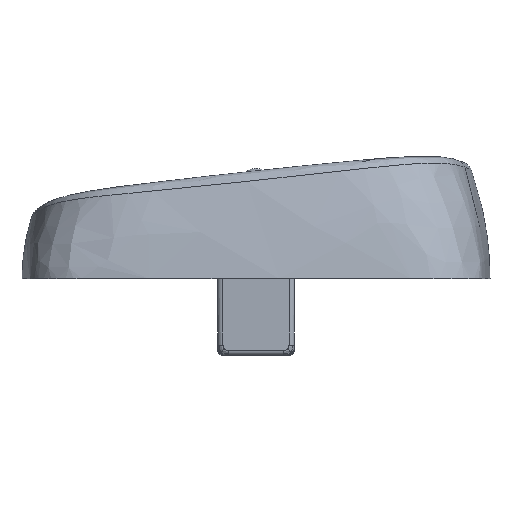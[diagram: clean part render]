
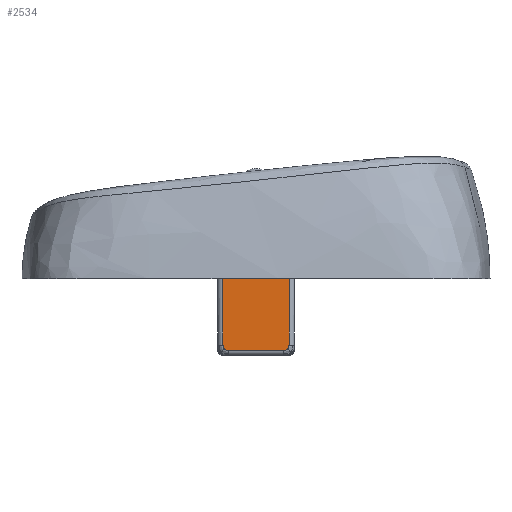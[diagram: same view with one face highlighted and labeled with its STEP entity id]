
A CAD part, left-side view. The second image highlights one B-rep face of the part: STEP entity #2534.
In plain terms, the highlighted planar face has unit normal (-1, 0, -0.009).
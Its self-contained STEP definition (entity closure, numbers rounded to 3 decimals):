
#26=PLANE('',#2785);
#71=LINE('',#7800,#119);
#73=LINE('',#7803,#121);
#75=LINE('',#7806,#123);
#80=LINE('',#7813,#128);
#119=VECTOR('',#3268,10.);
#121=VECTOR('',#3272,10.);
#123=VECTOR('',#3276,10.);
#128=VECTOR('',#3285,10.);
#278=FACE_OUTER_BOUND('',#419,.T.);
#419=EDGE_LOOP('',(#2074,#2075,#2076,#2077,#2078,#2079,#2080,#2081,#2082,
#2083,#2084,#2085));
#473=CIRCLE('',#2598,0.231);
#476=CIRCLE('',#2601,0.231);
#483=CIRCLE('',#2608,0.201);
#486=CIRCLE('',#2611,0.201);
#507=CIRCLE('',#2632,0.231);
#509=CIRCLE('',#2634,0.201);
#512=CIRCLE('',#2637,0.201);
#618=CIRCLE('',#2760,0.231);
#843=VERTEX_POINT('',#4155);
#844=VERTEX_POINT('',#4162);
#846=VERTEX_POINT('',#4208);
#855=VERTEX_POINT('',#4393);
#856=VERTEX_POINT('',#4400);
#858=VERTEX_POINT('',#4446);
#883=VERTEX_POINT('',#4961);
#884=VERTEX_POINT('',#4968);
#887=VERTEX_POINT('',#5015);
#888=VERTEX_POINT('',#5022);
#890=VERTEX_POINT('',#5068);
#1002=VERTEX_POINT('',#7541);
#1132=EDGE_CURVE('',#843,#844,#473,.T.);
#1136=EDGE_CURVE('',#846,#843,#476,.T.);
#1148=EDGE_CURVE('',#855,#856,#483,.T.);
#1152=EDGE_CURVE('',#858,#855,#486,.T.);
#1186=EDGE_CURVE('',#883,#884,#507,.T.);
#1190=EDGE_CURVE('',#887,#888,#509,.T.);
#1194=EDGE_CURVE('',#890,#887,#512,.T.);
#1375=EDGE_CURVE('',#1002,#883,#618,.T.);
#1402=EDGE_CURVE('',#856,#846,#71,.T.);
#1404=EDGE_CURVE('',#844,#1002,#73,.T.);
#1406=EDGE_CURVE('',#888,#858,#75,.T.);
#1411=EDGE_CURVE('',#884,#890,#80,.T.);
#2074=ORIENTED_EDGE('',*,*,#1136,.F.);
#2075=ORIENTED_EDGE('',*,*,#1402,.F.);
#2076=ORIENTED_EDGE('',*,*,#1148,.F.);
#2077=ORIENTED_EDGE('',*,*,#1152,.F.);
#2078=ORIENTED_EDGE('',*,*,#1406,.F.);
#2079=ORIENTED_EDGE('',*,*,#1190,.F.);
#2080=ORIENTED_EDGE('',*,*,#1194,.F.);
#2081=ORIENTED_EDGE('',*,*,#1411,.F.);
#2082=ORIENTED_EDGE('',*,*,#1186,.F.);
#2083=ORIENTED_EDGE('',*,*,#1375,.F.);
#2084=ORIENTED_EDGE('',*,*,#1404,.F.);
#2085=ORIENTED_EDGE('',*,*,#1132,.F.);
#2534=ADVANCED_FACE('',(#278),#26,.T.);
#2598=AXIS2_PLACEMENT_3D('',#4163,#2864,#2865);
#2601=AXIS2_PLACEMENT_3D('',#4210,#2870,#2871);
#2608=AXIS2_PLACEMENT_3D('',#4401,#2884,#2885);
#2611=AXIS2_PLACEMENT_3D('',#4448,#2890,#2891);
#2632=AXIS2_PLACEMENT_3D('',#4969,#2932,#2933);
#2634=AXIS2_PLACEMENT_3D('',#5023,#2936,#2937);
#2637=AXIS2_PLACEMENT_3D('',#5070,#2942,#2943);
#2760=AXIS2_PLACEMENT_3D('',#7543,#3212,#3213);
#2785=AXIS2_PLACEMENT_3D('',#7814,#3286,#3287);
#2864=DIRECTION('center_axis',(1.,0.,0.009));
#2865=DIRECTION('ref_axis',(-0.006,0.71,0.704));
#2870=DIRECTION('center_axis',(1.,0.,0.009));
#2871=DIRECTION('ref_axis',(-0.006,0.71,0.704));
#2884=DIRECTION('center_axis',(1.,0.,0.009));
#2885=DIRECTION('ref_axis',(0.006,0.704,-0.71));
#2890=DIRECTION('center_axis',(1.,0.,0.009));
#2891=DIRECTION('ref_axis',(0.006,0.704,-0.71));
#2932=DIRECTION('center_axis',(1.,0.,0.009));
#2933=DIRECTION('ref_axis',(-0.006,-0.71,0.704));
#2936=DIRECTION('center_axis',(1.,0.,0.009));
#2937=DIRECTION('ref_axis',(0.006,-0.704,-0.71));
#2942=DIRECTION('center_axis',(1.,0.,0.009));
#2943=DIRECTION('ref_axis',(0.006,-0.704,-0.71));
#3212=DIRECTION('center_axis',(1.,0.,0.009));
#3213=DIRECTION('ref_axis',(-0.006,-0.71,0.704));
#3268=DIRECTION('',(-0.009,0.009,1.));
#3272=DIRECTION('',(0.,-1.,0.));
#3276=DIRECTION('',(0.,1.,0.));
#3285=DIRECTION('',(0.009,0.009,-1.));
#3286=DIRECTION('center_axis',(-1.,0.,
-0.009));
#3287=DIRECTION('ref_axis',(0.,1.,0.));
#4155=CARTESIAN_POINT('',(-3.447,1.229,-0.316));
#4162=CARTESIAN_POINT('',(-3.448,1.065,-0.248));
#4163=CARTESIAN_POINT('Origin',(-3.446,1.065,-0.478));
#4208=CARTESIAN_POINT('',(-3.446,1.296,-0.48));
#4210=CARTESIAN_POINT('Origin',(-3.446,1.065,-0.478));
#4393=CARTESIAN_POINT('',(-3.419,1.211,-3.543));
#4400=CARTESIAN_POINT('',(-3.42,1.27,-3.402));
#4401=CARTESIAN_POINT('Origin',(-3.42,1.069,-3.401));
#4446=CARTESIAN_POINT('',(-3.419,1.069,-3.602));
#4448=CARTESIAN_POINT('Origin',(-3.42,1.069,-3.401));
#4961=CARTESIAN_POINT('',(-3.447,-1.229,-0.316));
#4968=CARTESIAN_POINT('',(-3.446,-1.296,-0.48));
#4969=CARTESIAN_POINT('Origin',(-3.446,-1.065,-0.478));
#5015=CARTESIAN_POINT('',(-3.419,-1.211,-3.543));
#5022=CARTESIAN_POINT('',(-3.419,-1.069,-3.602));
#5023=CARTESIAN_POINT('Origin',(-3.42,-1.069,-3.401));
#5068=CARTESIAN_POINT('',(-3.42,-1.27,-3.402));
#5070=CARTESIAN_POINT('Origin',(-3.42,-1.069,-3.401));
#7541=CARTESIAN_POINT('',(-3.448,-1.065,-0.248));
#7543=CARTESIAN_POINT('Origin',(-3.446,-1.065,-0.478));
#7800=CARTESIAN_POINT('',(-3.45,1.3,-0.003));
#7803=CARTESIAN_POINT('',(-3.448,0.75,-0.248));
#7806=CARTESIAN_POINT('',(-3.419,0.75,-3.602));
#7813=CARTESIAN_POINT('',(-3.45,-1.3,-0.011));
#7814=CARTESIAN_POINT('Origin',(-3.45,1.5,0.));
